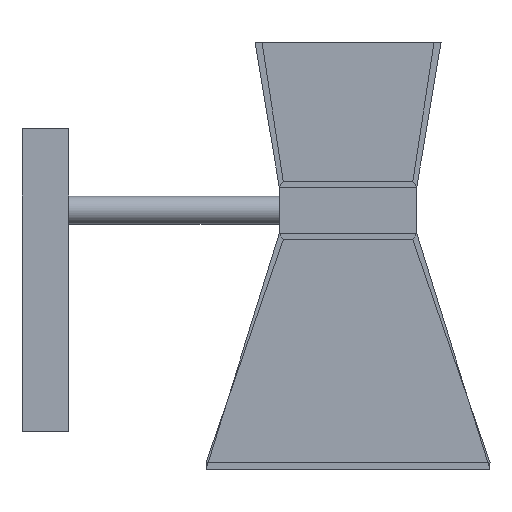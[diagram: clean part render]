
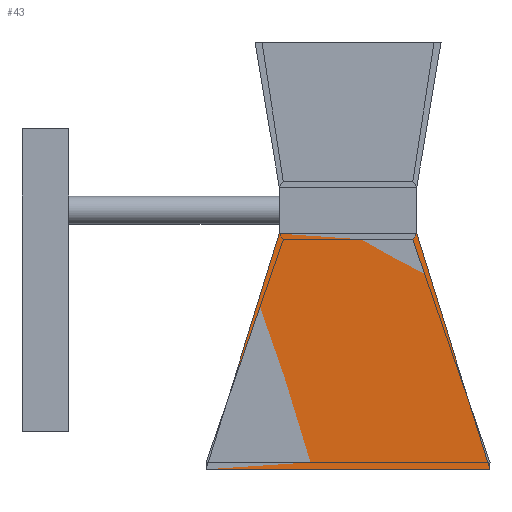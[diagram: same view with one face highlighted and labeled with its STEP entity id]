
A CAD part, front view. The second image highlights one B-rep face of the part: STEP entity #43.
In plain terms, the highlighted free-form (B-spline) face has degree [2, 2] with [9, 5] control points.
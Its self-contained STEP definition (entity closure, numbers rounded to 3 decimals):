
#43=ADVANCED_FACE('',(#72),#385,.T.);
#72=FACE_OUTER_BOUND('',#101,.T.);
#101=EDGE_LOOP('',(#130,#131,#132,#133));
#130=ORIENTED_EDGE('',*,*,#235,.F.);
#131=ORIENTED_EDGE('',*,*,#236,.T.);
#132=ORIENTED_EDGE('',*,*,#240,.F.);
#133=ORIENTED_EDGE('',*,*,#238,.F.);
#235=EDGE_CURVE('',#346,#348,#290,.T.);
#236=EDGE_CURVE('',#346,#347,#291,.T.);
#238=EDGE_CURVE('',#348,#349,#293,.T.);
#240=EDGE_CURVE('',#349,#347,#295,.T.);
#290=(
BOUNDED_CURVE()
B_SPLINE_CURVE(2,(#736,#737,#738,#739,#740),.UNSPECIFIED.,.F.,.F.)
B_SPLINE_CURVE_WITH_KNOTS((3,2,3),(0.,29.621,59.242),
 .UNSPECIFIED.)
CURVE()
GEOMETRIC_REPRESENTATION_ITEM()
RATIONAL_B_SPLINE_CURVE((1.,0.707,1.,0.707,1.))
REPRESENTATION_ITEM('')
);
#291=(
BOUNDED_CURVE()
B_SPLINE_CURVE(2,(#741,#742,#743,#744,#745,#746,#747,#748,#749),
 .UNSPECIFIED.,.F.,.F.)
B_SPLINE_CURVE_WITH_KNOTS((3,2,2,2,3),(0.,141.028,188.357,
375.223,408.407),.UNSPECIFIED.)
CURVE()
GEOMETRIC_REPRESENTATION_ITEM()
RATIONAL_B_SPLINE_CURVE((1.,0.991,0.996,0.936,
0.996,0.996,0.996,0.706,
1.))
REPRESENTATION_ITEM('')
);
#293=(
BOUNDED_CURVE()
B_SPLINE_CURVE(2,(#755,#756,#757,#758,#759,#760,#761,#762,#763),
 .UNSPECIFIED.,.F.,.F.)
B_SPLINE_CURVE_WITH_KNOTS((3,2,2,2,3),(0.,141.028,188.357,
375.223,408.407),.UNSPECIFIED.)
CURVE()
GEOMETRIC_REPRESENTATION_ITEM()
RATIONAL_B_SPLINE_CURVE((1.,0.991,0.996,0.936,
0.996,0.996,0.996,0.706,
1.))
REPRESENTATION_ITEM('')
);
#295=(
BOUNDED_CURVE()
B_SPLINE_CURVE(2,(#769,#770,#771,#772,#773),.UNSPECIFIED.,.F.,.F.)
B_SPLINE_CURVE_WITH_KNOTS((3,2,3),(-59.242,-29.621,
0.),.UNSPECIFIED.)
CURVE()
GEOMETRIC_REPRESENTATION_ITEM()
RATIONAL_B_SPLINE_CURVE((1.,0.707,1.,0.707,1.))
REPRESENTATION_ITEM('')
);
#346=VERTEX_POINT('',#728);
#347=VERTEX_POINT('',#729);
#348=VERTEX_POINT('',#730);
#349=VERTEX_POINT('',#731);
#385=(
BOUNDED_SURFACE()
B_SPLINE_SURFACE(2,2,((#526,#527,#528,#529,#530),(#531,#532,#533,#534,#535),
(#536,#537,#538,#539,#540),(#541,#542,#543,#544,#545),(#546,#547,#548,#549,
#550),(#551,#552,#553,#554,#555),(#556,#557,#558,#559,#560),(#561,#562,
#563,#564,#565),(#566,#567,#568,#569,#570)),.UNSPECIFIED.,.F.,.F.,.F.)
B_SPLINE_SURFACE_WITH_KNOTS((3,2,2,2,3),(3,2,3),(0.,141.028,188.357,
375.223,408.407),(0.,29.621,59.242),
 .UNSPECIFIED.)
GEOMETRIC_REPRESENTATION_ITEM()
RATIONAL_B_SPLINE_SURFACE(((0.996,0.704,0.996,
0.704,0.996),(0.989,0.699,
0.989,0.699,0.989),(0.996,
0.705,0.996,0.705,0.996),
(0.936,0.662,0.936,0.662,
0.936),(0.996,0.705,0.996,
0.705,0.996),(0.996,0.705,
0.996,0.705,0.996),(0.996,
0.705,0.996,0.705,0.996),
(0.705,0.498,0.705,0.498,
0.705),(0.996,0.705,0.996,
0.705,0.996)))
REPRESENTATION_ITEM('')
SURFACE()
);
#526=CARTESIAN_POINT('',(109.304,0.,560.627));
#527=CARTESIAN_POINT('',(109.304,-29.53,560.627));
#528=CARTESIAN_POINT('',(138.834,-29.53,560.627));
#529=CARTESIAN_POINT('',(168.363,-29.53,560.627));
#530=CARTESIAN_POINT('',(168.363,0.,560.627));
#531=CARTESIAN_POINT('',(91.238,0.,547.549));
#532=CARTESIAN_POINT('',(91.238,-47.596,547.549));
#533=CARTESIAN_POINT('',(138.834,-47.596,547.549));
#534=CARTESIAN_POINT('',(186.429,-47.596,547.549));
#535=CARTESIAN_POINT('',(186.429,0.,547.549));
#536=CARTESIAN_POINT('',(76.868,0.,530.493));
#537=CARTESIAN_POINT('',(76.868,-61.965,530.493));
#538=CARTESIAN_POINT('',(138.834,-61.965,530.493));
#539=CARTESIAN_POINT('',(200.799,-61.965,530.493));
#540=CARTESIAN_POINT('',(200.799,0.,530.493));
#541=CARTESIAN_POINT('',(73.834,0.,526.891));
#542=CARTESIAN_POINT('',(73.834,-65.,526.891));
#543=CARTESIAN_POINT('',(138.834,-65.,526.891));
#544=CARTESIAN_POINT('',(203.834,-65.,526.891));
#545=CARTESIAN_POINT('',(203.834,0.,526.891));
#546=CARTESIAN_POINT('',(73.834,0.,522.181));
#547=CARTESIAN_POINT('',(73.834,-65.,522.181));
#548=CARTESIAN_POINT('',(138.834,-65.,522.181));
#549=CARTESIAN_POINT('',(203.834,-65.,522.181));
#550=CARTESIAN_POINT('',(203.834,0.,522.181));
#551=CARTESIAN_POINT('',(73.834,0.,492.813));
#552=CARTESIAN_POINT('',(73.834,-65.,492.813));
#553=CARTESIAN_POINT('',(138.834,-65.,492.813));
#554=CARTESIAN_POINT('',(203.834,-65.,492.813));
#555=CARTESIAN_POINT('',(203.834,0.,492.813));
#556=CARTESIAN_POINT('',(73.834,0.,463.446));
#557=CARTESIAN_POINT('',(73.834,-65.,463.446));
#558=CARTESIAN_POINT('',(138.834,-65.,463.446));
#559=CARTESIAN_POINT('',(203.834,-65.,463.446));
#560=CARTESIAN_POINT('',(203.834,0.,463.446));
#561=CARTESIAN_POINT('',(73.834,0.,459.415));
#562=CARTESIAN_POINT('',(73.834,-65.,459.415));
#563=CARTESIAN_POINT('',(138.834,-65.,459.415));
#564=CARTESIAN_POINT('',(203.834,-65.,459.415));
#565=CARTESIAN_POINT('',(203.834,0.,459.415));
#566=CARTESIAN_POINT('',(77.865,0.,459.415));
#567=CARTESIAN_POINT('',(77.865,-60.969,459.415));
#568=CARTESIAN_POINT('',(138.834,-60.969,459.415));
#569=CARTESIAN_POINT('',(199.802,-60.969,459.415));
#570=CARTESIAN_POINT('',(199.802,0.,459.415));
#728=CARTESIAN_POINT('',(109.304,0.,560.627));
#729=CARTESIAN_POINT('',(77.865,0.,459.415));
#730=CARTESIAN_POINT('',(168.363,0.,560.627));
#731=CARTESIAN_POINT('',(199.802,0.,459.415));
#736=CARTESIAN_POINT('',(109.304,0.,560.627));
#737=CARTESIAN_POINT('',(109.304,-29.53,560.627));
#738=CARTESIAN_POINT('',(138.834,-29.53,560.627));
#739=CARTESIAN_POINT('',(168.363,-29.53,560.627));
#740=CARTESIAN_POINT('',(168.363,0.,560.627));
#741=CARTESIAN_POINT('',(109.304,0.,560.627));
#742=CARTESIAN_POINT('',(91.238,0.,547.549));
#743=CARTESIAN_POINT('',(76.868,0.,530.493));
#744=CARTESIAN_POINT('',(73.834,0.,526.891));
#745=CARTESIAN_POINT('',(73.834,0.,522.181));
#746=CARTESIAN_POINT('',(73.834,0.,492.813));
#747=CARTESIAN_POINT('',(73.834,0.,463.446));
#748=CARTESIAN_POINT('',(73.834,0.,459.415));
#749=CARTESIAN_POINT('',(77.865,0.,459.415));
#755=CARTESIAN_POINT('',(168.363,0.,560.627));
#756=CARTESIAN_POINT('',(186.429,0.,547.549));
#757=CARTESIAN_POINT('',(200.799,0.,530.493));
#758=CARTESIAN_POINT('',(203.834,0.,526.891));
#759=CARTESIAN_POINT('',(203.834,0.,522.181));
#760=CARTESIAN_POINT('',(203.834,0.,492.813));
#761=CARTESIAN_POINT('',(203.834,0.,463.446));
#762=CARTESIAN_POINT('',(203.834,0.,459.415));
#763=CARTESIAN_POINT('',(199.802,0.,459.415));
#769=CARTESIAN_POINT('',(199.802,0.,459.415));
#770=CARTESIAN_POINT('',(199.802,-60.969,459.415));
#771=CARTESIAN_POINT('',(138.834,-60.969,459.415));
#772=CARTESIAN_POINT('',(77.865,-60.969,459.415));
#773=CARTESIAN_POINT('',(77.865,0.,459.415));
